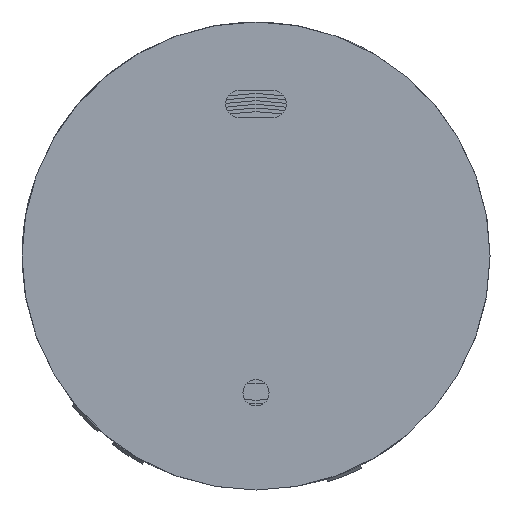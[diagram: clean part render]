
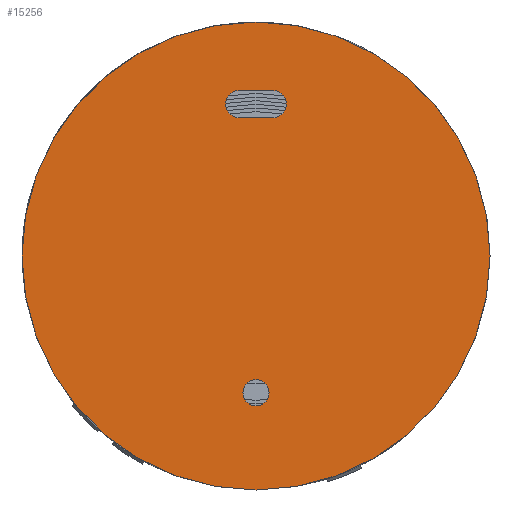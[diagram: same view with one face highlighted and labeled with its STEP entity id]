
A CAD part, front view. The second image highlights one B-rep face of the part: STEP entity #15256.
In plain terms, the highlighted planar face has unit normal (0, -1, 0).
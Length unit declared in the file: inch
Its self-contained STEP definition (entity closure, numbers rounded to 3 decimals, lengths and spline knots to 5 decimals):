
#273 = CARTESIAN_POINT ( 'NONE',  ( 0., 0., -0.88583 ) ) ;
#1169 = CARTESIAN_POINT ( 'NONE',  ( 0.10827, 0., 0.89567 ) ) ;
#1208 = VERTEX_POINT ( 'NONE', #2187 ) ;
#1619 = DIRECTION ( 'NONE',  ( 1., 0., 0. ) ) ;
#2187 = CARTESIAN_POINT ( 'NONE',  ( 0., 0., -0.80118 ) ) ;
#2233 = DIRECTION ( 'NONE',  ( 0., 1., 0. ) ) ;
#2313 = ORIENTED_EDGE ( 'NONE', *, *, #31905, .T. ) ;
#2476 = CARTESIAN_POINT ( 'NONE',  ( 0., 0., -0.97047 ) ) ;
#2695 = AXIS2_PLACEMENT_3D ( 'NONE', #20418, #3405, #23249 ) ;
#2928 = CARTESIAN_POINT ( 'NONE',  ( 0., 0., 1.51575 ) ) ;
#3025 = ORIENTED_EDGE ( 'NONE', *, *, #6346, .T. ) ;
#3095 = DIRECTION ( 'NONE',  ( 0., 0., 1. ) ) ;
#3251 = EDGE_CURVE ( 'NONE', #6438, #1208, #27923, .T. ) ;
#3405 = DIRECTION ( 'NONE',  ( 0., 1., 0. ) ) ;
#3566 = DIRECTION ( 'NONE',  ( -1., 0., 0. ) ) ;
#6346 = EDGE_CURVE ( 'NONE', #22747, #27169, #27666, .T. ) ;
#6411 = CARTESIAN_POINT ( 'NONE',  ( 0., 0., -0.88583 ) ) ;
#6438 = VERTEX_POINT ( 'NONE', #2476 ) ;
#7408 = CARTESIAN_POINT ( 'NONE',  ( 0., 0., 0. ) ) ;
#7447 = CIRCLE ( 'NONE', #34453, 0.08858 ) ;
#7912 = CIRCLE ( 'NONE', #9654, 1.51575 ) ;
#8585 = EDGE_LOOP ( 'NONE', ( #29699, #26363 ) ) ;
#8715 = CARTESIAN_POINT ( 'NONE',  ( 0., 0., 1.07283 ) ) ;
#9346 = CARTESIAN_POINT ( 'NONE',  ( 0., 0., 0. ) ) ;
#9654 = AXIS2_PLACEMENT_3D ( 'NONE', #7408, #27287, #10259 ) ;
#9873 = EDGE_CURVE ( 'NONE', #34750, #27354, #32352, .T. ) ;
#10259 = DIRECTION ( 'NONE',  ( 0., 0., 1. ) ) ;
#10533 = VECTOR ( 'NONE', #3566, 39.37008 ) ;
#12017 = CARTESIAN_POINT ( 'NONE',  ( 0., 0., 0.89567 ) ) ;
#12193 = DIRECTION ( 'NONE',  ( 0., 0., 1. ) ) ;
#13650 = PLANE ( 'NONE',  #31026 ) ;
#14788 = DIRECTION ( 'NONE',  ( 0., 1., 0. ) ) ;
#15256 = ADVANCED_FACE ( 'NONE', ( #36228, #21092, #30480 ), #13650, .F. ) ;
#15925 = EDGE_LOOP ( 'NONE', ( #2313, #24995 ) ) ;
#16989 = ORIENTED_EDGE ( 'NONE', *, *, #19626, .T. ) ;
#17003 = CARTESIAN_POINT ( 'NONE',  ( -0.10827, 0., 0.98425 ) ) ;
#17422 = ORIENTED_EDGE ( 'NONE', *, *, #26972, .T. ) ;
#19369 = EDGE_CURVE ( 'NONE', #32457, #26859, #7912, .T. ) ;
#19626 = EDGE_CURVE ( 'NONE', #27354, #22747, #7447, .T. ) ;
#19822 = DIRECTION ( 'NONE',  ( 0., 0., 1. ) ) ;
#20096 = DIRECTION ( 'NONE',  ( 0., 1., 0. ) ) ;
#20418 = CARTESIAN_POINT ( 'NONE',  ( 0.10827, 0., 0.98425 ) ) ;
#21092 = FACE_BOUND ( 'NONE', #15925, .T. ) ;
#22358 = CARTESIAN_POINT ( 'NONE',  ( -0.10827, 0., 0.89567 ) ) ;
#22525 = CARTESIAN_POINT ( 'NONE',  ( 0., 0., -1.51575 ) ) ;
#22747 = VERTEX_POINT ( 'NONE', #32442 ) ;
#22830 = AXIS2_PLACEMENT_3D ( 'NONE', #6411, #23807, #22921 ) ;
#22921 = DIRECTION ( 'NONE',  ( 0., 0., 1. ) ) ;
#23249 = DIRECTION ( 'NONE',  ( 0., 0., 1. ) ) ;
#23807 = DIRECTION ( 'NONE',  ( 0., 1., 0. ) ) ;
#24556 = EDGE_LOOP ( 'NONE', ( #17422, #25044, #16989, #3025 ) ) ;
#24995 = ORIENTED_EDGE ( 'NONE', *, *, #3251, .T. ) ;
#25044 = ORIENTED_EDGE ( 'NONE', *, *, #9873, .T. ) ;
#25139 = CIRCLE ( 'NONE', #34388, 1.51575 ) ;
#26042 = CIRCLE ( 'NONE', #2695, 0.08858 ) ;
#26363 = ORIENTED_EDGE ( 'NONE', *, *, #27508, .F. ) ;
#26859 = VERTEX_POINT ( 'NONE', #2928 ) ;
#26972 = EDGE_CURVE ( 'NONE', #27169, #34750, #26042, .T. ) ;
#27169 = VERTEX_POINT ( 'NONE', #29862 ) ;
#27287 = DIRECTION ( 'NONE',  ( 0., 1., 0. ) ) ;
#27354 = VERTEX_POINT ( 'NONE', #22358 ) ;
#27508 = EDGE_CURVE ( 'NONE', #26859, #32457, #25139, .T. ) ;
#27666 = LINE ( 'NONE', #8715, #35240 ) ;
#27822 = CARTESIAN_POINT ( 'NONE',  ( 0., 0., 0. ) ) ;
#27923 = CIRCLE ( 'NONE', #22830, 0.08465 ) ;
#29222 = DIRECTION ( 'NONE',  ( 0., 1., 0. ) ) ;
#29699 = ORIENTED_EDGE ( 'NONE', *, *, #19369, .F. ) ;
#29862 = CARTESIAN_POINT ( 'NONE',  ( 0.10827, 0., 1.07283 ) ) ;
#30480 = FACE_OUTER_BOUND ( 'NONE', #8585, .T. ) ;
#31026 = AXIS2_PLACEMENT_3D ( 'NONE', #27822, #2233, #33575 ) ;
#31905 = EDGE_CURVE ( 'NONE', #1208, #6438, #35982, .T. ) ;
#32352 = LINE ( 'NONE', #12017, #10533 ) ;
#32442 = CARTESIAN_POINT ( 'NONE',  ( -0.10827, 0., 1.07283 ) ) ;
#32457 = VERTEX_POINT ( 'NONE', #22525 ) ;
#33575 = DIRECTION ( 'NONE',  ( 0., 0., 1. ) ) ;
#34388 = AXIS2_PLACEMENT_3D ( 'NONE', #9346, #29222, #12193 ) ;
#34453 = AXIS2_PLACEMENT_3D ( 'NONE', #17003, #14788, #19822 ) ;
#34750 = VERTEX_POINT ( 'NONE', #1169 ) ;
#35240 = VECTOR ( 'NONE', #1619, 39.37008 ) ;
#35343 = AXIS2_PLACEMENT_3D ( 'NONE', #273, #20096, #3095 ) ;
#35982 = CIRCLE ( 'NONE', #35343, 0.08465 ) ;
#36228 = FACE_BOUND ( 'NONE', #24556, .T. ) ;
